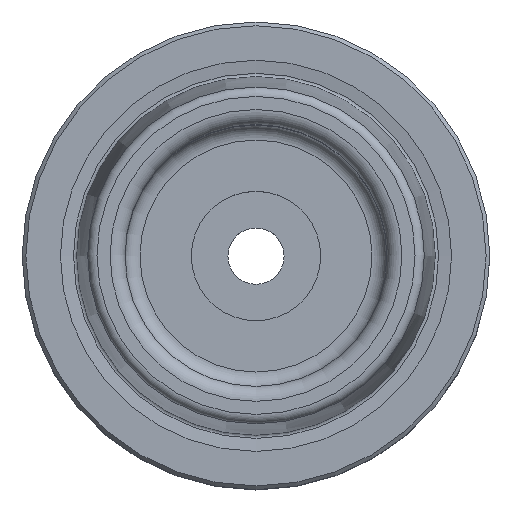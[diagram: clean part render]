
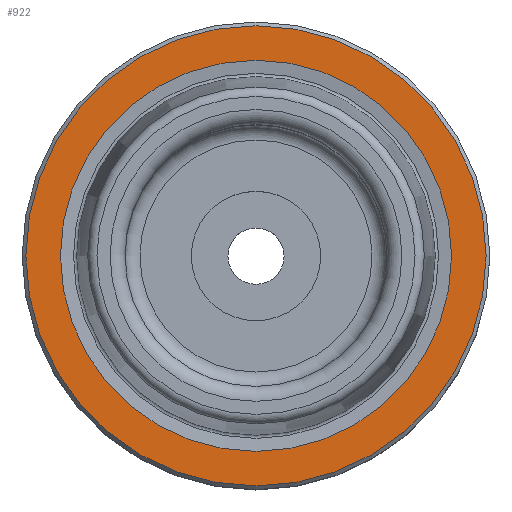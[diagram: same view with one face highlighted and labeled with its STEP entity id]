
A CAD part, top view. The second image highlights one B-rep face of the part: STEP entity #922.
In plain terms, the highlighted planar face has unit normal (0, 0, 1).
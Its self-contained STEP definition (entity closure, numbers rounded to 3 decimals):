
#93=ORIENTED_EDGE('',*,*,#189,.T.);
#94=ORIENTED_EDGE('',*,*,#188,.F.);
#188=EDGE_CURVE('',#240,#240,#292,.T.);
#189=EDGE_CURVE('',#241,#241,#293,.T.);
#240=VERTEX_POINT('',#1337);
#241=VERTEX_POINT('',#1340);
#292=CIRCLE('',#1000,10.455);
#293=CIRCLE('',#1002,12.3);
#353=EDGE_LOOP('',(#93));
#354=EDGE_LOOP('',(#94));
#457=FACE_BOUND('',#353,.T.);
#458=FACE_BOUND('',#354,.T.);
#534=PLANE('',#1001);
#922=ADVANCED_FACE('',(#457,#458),#534,.T.);
#1000=AXIS2_PLACEMENT_3D('',#1336,#1142,#1143);
#1001=AXIS2_PLACEMENT_3D('',#1338,#1144,#1145);
#1002=AXIS2_PLACEMENT_3D('',#1339,#1146,#1147);
#1142=DIRECTION('',(0.,0.,1.));
#1143=DIRECTION('',(1.,0.,0.));
#1144=DIRECTION('',(0.,0.,1.));
#1145=DIRECTION('',(1.,0.,0.));
#1146=DIRECTION('',(0.,0.,1.));
#1147=DIRECTION('',(1.,0.,0.));
#1336=CARTESIAN_POINT('',(0.,0.,0.));
#1337=CARTESIAN_POINT('',(10.455,0.,0.));
#1338=CARTESIAN_POINT('',(10.455,0.,0.));
#1339=CARTESIAN_POINT('',(0.,0.,0.));
#1340=CARTESIAN_POINT('',(12.3,0.,0.));
